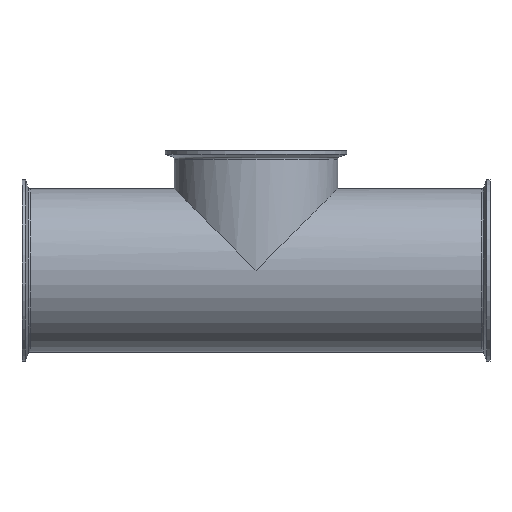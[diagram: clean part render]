
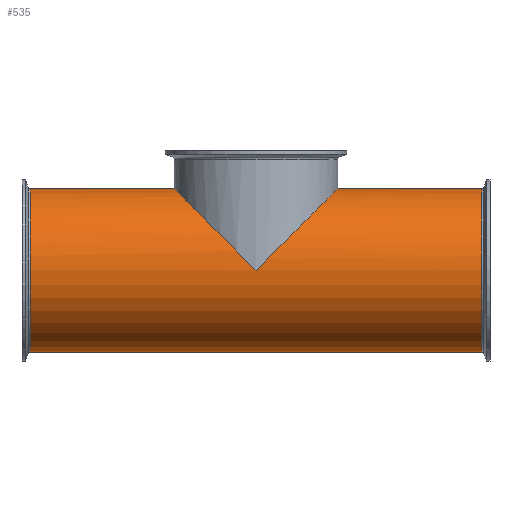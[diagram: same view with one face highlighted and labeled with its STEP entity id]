
A CAD part, front view. The second image highlights one B-rep face of the part: STEP entity #535.
In plain terms, the highlighted cylindrical face has radius 69.9 mm (diameter 139.8 mm), a full revolution.
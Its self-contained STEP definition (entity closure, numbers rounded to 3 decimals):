
#15=ELLIPSE('',#611,98.854,69.9);
#16=ELLIPSE('',#612,98.854,69.9);
#17=ELLIPSE('',#613,98.854,69.9);
#21=CYLINDRICAL_SURFACE('',#608,69.9);
#43=LINE('',#948,#61);
#44=LINE('',#949,#62);
#61=VECTOR('',#744,69.9);
#62=VECTOR('',#745,69.9);
#93=FACE_OUTER_BOUND('',#129,.T.);
#129=EDGE_LOOP('',(#386,#387,#388,#389,#390,#391,#392,#393,#394,#395,#396));
#175=CIRCLE('',#604,69.9);
#176=CIRCLE('',#605,69.9);
#178=CIRCLE('',#609,69.9);
#179=CIRCLE('',#610,69.9);
#230=VERTEX_POINT('',#933);
#231=VERTEX_POINT('',#935);
#233=VERTEX_POINT('',#943);
#234=VERTEX_POINT('',#944);
#235=VERTEX_POINT('',#947);
#236=VERTEX_POINT('',#950);
#237=VERTEX_POINT('',#952);
#287=EDGE_CURVE('',#230,#231,#175,.T.);
#288=EDGE_CURVE('',#231,#230,#176,.T.);
#291=EDGE_CURVE('',#233,#234,#178,.T.);
#292=EDGE_CURVE('',#234,#233,#179,.T.);
#293=EDGE_CURVE('',#234,#235,#43,.T.);
#294=EDGE_CURVE('',#235,#231,#44,.T.);
#295=EDGE_CURVE('',#235,#236,#15,.T.);
#296=EDGE_CURVE('',#236,#237,#16,.T.);
#297=EDGE_CURVE('',#237,#235,#17,.T.);
#386=ORIENTED_EDGE('',*,*,#291,.F.);
#387=ORIENTED_EDGE('',*,*,#292,.F.);
#388=ORIENTED_EDGE('',*,*,#293,.T.);
#389=ORIENTED_EDGE('',*,*,#294,.T.);
#390=ORIENTED_EDGE('',*,*,#287,.F.);
#391=ORIENTED_EDGE('',*,*,#288,.F.);
#392=ORIENTED_EDGE('',*,*,#294,.F.);
#393=ORIENTED_EDGE('',*,*,#295,.T.);
#394=ORIENTED_EDGE('',*,*,#296,.T.);
#395=ORIENTED_EDGE('',*,*,#297,.T.);
#396=ORIENTED_EDGE('',*,*,#293,.F.);
#535=ADVANCED_FACE('',(#93),#21,.T.);
#604=AXIS2_PLACEMENT_3D('',#936,#729,#730);
#605=AXIS2_PLACEMENT_3D('',#937,#731,#732);
#608=AXIS2_PLACEMENT_3D('',#942,#738,#739);
#609=AXIS2_PLACEMENT_3D('',#945,#740,#741);
#610=AXIS2_PLACEMENT_3D('',#946,#742,#743);
#611=AXIS2_PLACEMENT_3D('',#951,#746,#747);
#612=AXIS2_PLACEMENT_3D('',#953,#748,#749);
#613=AXIS2_PLACEMENT_3D('',#954,#750,#751);
#729=DIRECTION('center_axis',(-1.,0.,0.));
#730=DIRECTION('ref_axis',(0.,0.,-1.));
#731=DIRECTION('center_axis',(-1.,0.,0.));
#732=DIRECTION('ref_axis',(0.,0.,-1.));
#738=DIRECTION('center_axis',(1.,0.,0.));
#739=DIRECTION('ref_axis',(0.,1.,0.));
#740=DIRECTION('center_axis',(1.,0.,0.));
#741=DIRECTION('ref_axis',(0.,0.,-1.));
#742=DIRECTION('center_axis',(1.,0.,0.));
#743=DIRECTION('ref_axis',(0.,0.,-1.));
#744=DIRECTION('',(-1.,0.,0.));
#745=DIRECTION('',(-1.,0.,0.));
#746=DIRECTION('center_axis',(-0.707,0.,-0.707));
#747=DIRECTION('ref_axis',(0.707,0.,-0.707));
#748=DIRECTION('center_axis',(-0.707,0.,-0.707));
#749=DIRECTION('ref_axis',(0.707,0.,-0.707));
#750=DIRECTION('center_axis',(0.707,0.,-0.707));
#751=DIRECTION('ref_axis',(0.707,0.,0.707));
#933=CARTESIAN_POINT('',(-192.983,0.,69.9));
#935=CARTESIAN_POINT('',(-192.983,-69.9,0.));
#936=CARTESIAN_POINT('Origin',(-192.983,0.,0.));
#937=CARTESIAN_POINT('Origin',(-192.983,0.,0.));
#942=CARTESIAN_POINT('Origin',(0.,0.,0.));
#943=CARTESIAN_POINT('',(192.983,0.,-69.9));
#944=CARTESIAN_POINT('',(192.983,-69.9,0.));
#945=CARTESIAN_POINT('Origin',(192.983,0.,0.));
#946=CARTESIAN_POINT('Origin',(192.983,0.,0.));
#947=CARTESIAN_POINT('',(0.,-69.9,0.));
#948=CARTESIAN_POINT('',(0.,-69.9,0.));
#949=CARTESIAN_POINT('',(0.,-69.9,0.));
#950=CARTESIAN_POINT('',(-69.9,0.,69.9));
#951=CARTESIAN_POINT('Origin',(0.,0.,0.));
#952=CARTESIAN_POINT('',(0.,69.9,0.));
#953=CARTESIAN_POINT('Origin',(0.,0.,0.));
#954=CARTESIAN_POINT('Origin',(0.,0.,0.));
